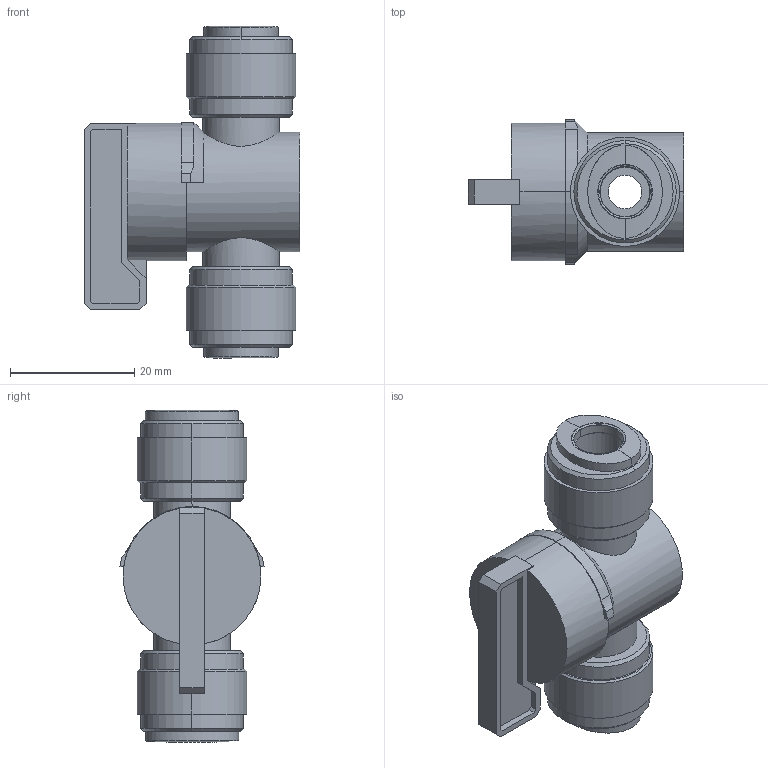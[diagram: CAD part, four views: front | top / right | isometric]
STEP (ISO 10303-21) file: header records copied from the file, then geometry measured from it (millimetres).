
FILE_DESCRIPTION (( 'STEP AP214' ), '1' );
FILE_NAME ('HVU516-P.step', '2017-08-29T20:45:11', ( '' ), ( '' ), 'SwSTEP 2.0', 'SolidWorks 2017', '' );
FILE_SCHEMA (( 'AUTOMOTIVE_DESIGN' ));
Length unit declared in the file: inch
Products named in the file (1): HVU516-P
Bounding box: 34.8 x 23.21 x 53.5 mm (x, y, z)
Volume: 14568.9 mm3; surface area: 6635.6 mm2
Topology: 1 solids, 1 shells, 126 faces, 302 edges, 194 vertices
Faces by surface type: plane 64, cylinder 32, bspline 16, cone 14
Entity records: 5330 total; most frequent: CARTESIAN_POINT 2423, ORIENTED_EDGE 604, DIRECTION 572, EDGE_CURVE 302, AXIS2_PLACEMENT_3D 207, VERTEX_POINT 194, VECTOR 158, LINE 158
